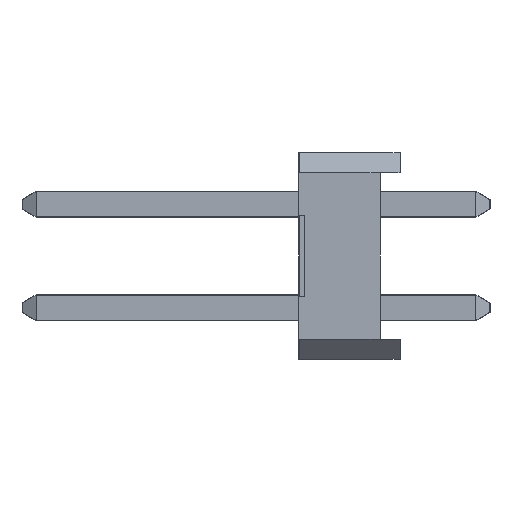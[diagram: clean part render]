
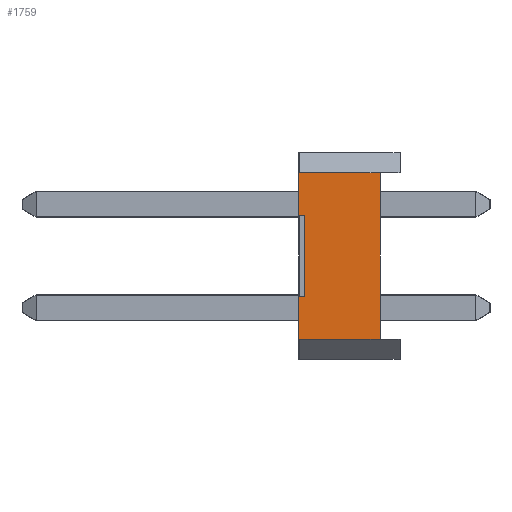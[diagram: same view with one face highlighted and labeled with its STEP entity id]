
A CAD part, left-side view. The second image highlights one B-rep face of the part: STEP entity #1759.
In plain terms, the highlighted planar face has unit normal (-1, 0, 0).
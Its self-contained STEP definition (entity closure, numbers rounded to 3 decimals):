
#35 = CARTESIAN_POINT ( 'NONE',  ( -1.27, 0.5, 2.04 ) ) ;
#39 = DIRECTION ( 'NONE',  ( 0., 1., 0. ) ) ;
#108 = DIRECTION ( 'NONE',  ( 0., 0., 1. ) ) ;
#152 = CARTESIAN_POINT ( 'NONE',  ( -1.27, 2.49, -1. ) ) ;
#162 = ORIENTED_EDGE ( 'NONE', *, *, #200, .F. ) ;
#197 = VECTOR ( 'NONE', #209, 1000. ) ;
#200 = EDGE_CURVE ( 'NONE', #3474, #1239, #1991, .T. ) ;
#201 = VECTOR ( 'NONE', #39, 1000. ) ;
#209 = DIRECTION ( 'NONE',  ( 0., 1., 0. ) ) ;
#243 = LINE ( 'NONE', #327, #3594 ) ;
#285 = CARTESIAN_POINT ( 'NONE',  ( -1.27, -4.081, 2.04 ) ) ;
#327 = CARTESIAN_POINT ( 'NONE',  ( -1.27, 2.35, -1. ) ) ;
#371 = CIRCLE ( 'NONE', #2532, 0.01 ) ;
#375 = EDGE_CURVE ( 'NONE', #3050, #1230, #1627, .T. ) ;
#490 = CARTESIAN_POINT ( 'NONE',  ( -1.27, 2.5, 2.04 ) ) ;
#513 = VERTEX_POINT ( 'NONE', #2814 ) ;
#649 = VERTEX_POINT ( 'NONE', #2262 ) ;
#666 = EDGE_CURVE ( 'NONE', #946, #2306, #2606, .T. ) ;
#719 = EDGE_CURVE ( 'NONE', #3245, #1230, #2120, .T. ) ;
#903 = ORIENTED_EDGE ( 'NONE', *, *, #1685, .T. ) ;
#909 = CARTESIAN_POINT ( 'NONE',  ( -1.27, 2.49, -1.01 ) ) ;
#924 = CARTESIAN_POINT ( 'NONE',  ( -1.27, 2.5, 2.03 ) ) ;
#928 = DIRECTION ( 'NONE',  ( 0., 0., 1. ) ) ;
#935 = CARTESIAN_POINT ( 'NONE',  ( -1.27, -4.081, -2.04 ) ) ;
#936 = AXIS2_PLACEMENT_3D ( 'NONE', #1926, #2220, #1848 ) ;
#946 = VERTEX_POINT ( 'NONE', #1998 ) ;
#1004 = EDGE_CURVE ( 'NONE', #513, #2306, #371, .T. ) ;
#1007 = CARTESIAN_POINT ( 'NONE',  ( -1.27, 2.35, 1. ) ) ;
#1146 = DIRECTION ( 'NONE',  ( 0., 0., 1. ) ) ;
#1230 = VERTEX_POINT ( 'NONE', #3535 ) ;
#1231 = DIRECTION ( 'NONE',  ( -1., 0., 0. ) ) ;
#1232 = DIRECTION ( 'NONE',  ( 0., 0., 1. ) ) ;
#1239 = VERTEX_POINT ( 'NONE', #2734 ) ;
#1251 = LINE ( 'NONE', #35, #3602 ) ;
#1254 = AXIS2_PLACEMENT_3D ( 'NONE', #285, #1231, #928 ) ;
#1381 = CIRCLE ( 'NONE', #2780, 0.01 ) ;
#1402 = DIRECTION ( 'NONE',  ( 0., 1., 0. ) ) ;
#1433 = CARTESIAN_POINT ( 'NONE',  ( -1.27, 2.49, 2.03 ) ) ;
#1488 = CARTESIAN_POINT ( 'NONE',  ( -1.27, 2.5, 2.04 ) ) ;
#1537 = DIRECTION ( 'NONE',  ( 0., 0., 1. ) ) ;
#1627 = CIRCLE ( 'NONE', #2772, 0.01 ) ;
#1653 = EDGE_CURVE ( 'NONE', #649, #3474, #243, .T. ) ;
#1685 = EDGE_CURVE ( 'NONE', #2027, #1742, #1381, .T. ) ;
#1710 = VECTOR ( 'NONE', #1402, 1000. ) ;
#1742 = VERTEX_POINT ( 'NONE', #3333 ) ;
#1759 = ADVANCED_FACE ( 'NONE', ( #2692 ), #3809, .T. ) ;
#1781 = DIRECTION ( 'NONE',  ( 0., 0., 1. ) ) ;
#1848 = DIRECTION ( 'NONE',  ( 0., 0., 1. ) ) ;
#1903 = VECTOR ( 'NONE', #2923, 1000. ) ;
#1926 = CARTESIAN_POINT ( 'NONE',  ( -1.27, 2.49, 1.01 ) ) ;
#1948 = ORIENTED_EDGE ( 'NONE', *, *, #2948, .T. ) ;
#1991 = LINE ( 'NONE', #3239, #1903 ) ;
#1998 = CARTESIAN_POINT ( 'NONE',  ( -1.27, 2.5, 1.01 ) ) ;
#2002 = ORIENTED_EDGE ( 'NONE', *, *, #719, .F. ) ;
#2009 = LINE ( 'NONE', #2323, #197 ) ;
#2027 = VERTEX_POINT ( 'NONE', #152 ) ;
#2076 = EDGE_LOOP ( 'NONE', ( #3254, #2736, #3365, #2512, #162, #2282, #2993, #903, #2801, #3382, #2002, #1948 ) ) ;
#2120 = LINE ( 'NONE', #935, #201 ) ;
#2220 = DIRECTION ( 'NONE',  ( -1., 0., 0. ) ) ;
#2229 = EDGE_CURVE ( 'NONE', #946, #1239, #2597, .T. ) ;
#2262 = CARTESIAN_POINT ( 'NONE',  ( -1.27, 2.35, -1. ) ) ;
#2282 = ORIENTED_EDGE ( 'NONE', *, *, #1653, .F. ) ;
#2306 = VERTEX_POINT ( 'NONE', #924 ) ;
#2323 = CARTESIAN_POINT ( 'NONE',  ( -1.27, 2.35, -1. ) ) ;
#2371 = EDGE_CURVE ( 'NONE', #2917, #513, #2581, .T. ) ;
#2390 = DIRECTION ( 'NONE',  ( 0., 0., 1. ) ) ;
#2512 = ORIENTED_EDGE ( 'NONE', *, *, #2229, .T. ) ;
#2532 = AXIS2_PLACEMENT_3D ( 'NONE', #1433, #2927, #1781 ) ;
#2551 = VECTOR ( 'NONE', #1146, 1000. ) ;
#2581 = LINE ( 'NONE', #2620, #1710 ) ;
#2597 = CIRCLE ( 'NONE', #936, 0.01 ) ;
#2606 = LINE ( 'NONE', #490, #3611 ) ;
#2620 = CARTESIAN_POINT ( 'NONE',  ( -1.27, -4.081, 2.04 ) ) ;
#2692 = FACE_OUTER_BOUND ( 'NONE', #2076, .T. ) ;
#2734 = CARTESIAN_POINT ( 'NONE',  ( -1.27, 2.49, 1. ) ) ;
#2736 = ORIENTED_EDGE ( 'NONE', *, *, #1004, .T. ) ;
#2750 = CARTESIAN_POINT ( 'NONE',  ( -1.27, 0.5, 2.04 ) ) ;
#2772 = AXIS2_PLACEMENT_3D ( 'NONE', #3080, #3762, #108 ) ;
#2780 = AXIS2_PLACEMENT_3D ( 'NONE', #909, #3585, #1537 ) ;
#2801 = ORIENTED_EDGE ( 'NONE', *, *, #3764, .F. ) ;
#2805 = CARTESIAN_POINT ( 'NONE',  ( -1.27, 2.5, -2.03 ) ) ;
#2814 = CARTESIAN_POINT ( 'NONE',  ( -1.27, 2.49, 2.04 ) ) ;
#2916 = DIRECTION ( 'NONE',  ( 0., 0., 1. ) ) ;
#2917 = VERTEX_POINT ( 'NONE', #2750 ) ;
#2923 = DIRECTION ( 'NONE',  ( 0., 1., 0. ) ) ;
#2927 = DIRECTION ( 'NONE',  ( -1., 0., 0. ) ) ;
#2948 = EDGE_CURVE ( 'NONE', #3245, #2917, #1251, .T. ) ;
#2993 = ORIENTED_EDGE ( 'NONE', *, *, #3240, .T. ) ;
#3050 = VERTEX_POINT ( 'NONE', #2805 ) ;
#3080 = CARTESIAN_POINT ( 'NONE',  ( -1.27, 2.49, -2.03 ) ) ;
#3239 = CARTESIAN_POINT ( 'NONE',  ( -1.27, 2.35, 1. ) ) ;
#3240 = EDGE_CURVE ( 'NONE', #649, #2027, #2009, .T. ) ;
#3245 = VERTEX_POINT ( 'NONE', #3826 ) ;
#3254 = ORIENTED_EDGE ( 'NONE', *, *, #2371, .T. ) ;
#3285 = LINE ( 'NONE', #1488, #2551 ) ;
#3333 = CARTESIAN_POINT ( 'NONE',  ( -1.27, 2.5, -1.01 ) ) ;
#3365 = ORIENTED_EDGE ( 'NONE', *, *, #666, .F. ) ;
#3382 = ORIENTED_EDGE ( 'NONE', *, *, #375, .T. ) ;
#3474 = VERTEX_POINT ( 'NONE', #1007 ) ;
#3535 = CARTESIAN_POINT ( 'NONE',  ( -1.27, 2.49, -2.04 ) ) ;
#3585 = DIRECTION ( 'NONE',  ( -1., 0., 0. ) ) ;
#3594 = VECTOR ( 'NONE', #2390, 1000. ) ;
#3602 = VECTOR ( 'NONE', #1232, 1000. ) ;
#3611 = VECTOR ( 'NONE', #2916, 1000. ) ;
#3762 = DIRECTION ( 'NONE',  ( -1., 0., 0. ) ) ;
#3764 = EDGE_CURVE ( 'NONE', #3050, #1742, #3285, .T. ) ;
#3809 = PLANE ( 'NONE',  #1254 ) ;
#3826 = CARTESIAN_POINT ( 'NONE',  ( -1.27, 0.5, -2.04 ) ) ;
